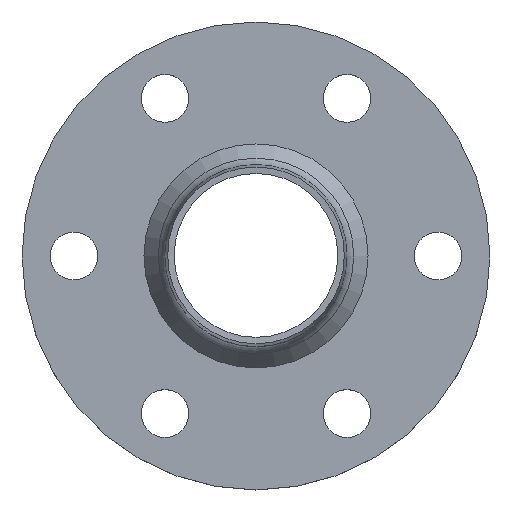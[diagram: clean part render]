
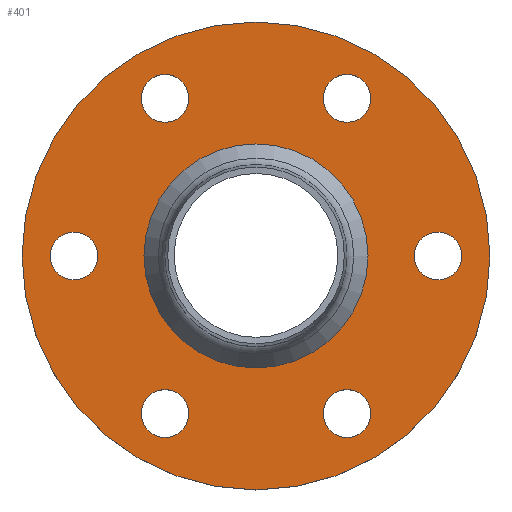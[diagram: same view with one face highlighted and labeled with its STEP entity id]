
A CAD part, top view. The second image highlights one B-rep face of the part: STEP entity #401.
In plain terms, the highlighted planar face has unit normal (0, 0, 1).
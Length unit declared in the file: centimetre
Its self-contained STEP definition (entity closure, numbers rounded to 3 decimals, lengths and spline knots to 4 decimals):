
#39=FACE_BOUND('',#87,.T.);
#40=FACE_BOUND('',#88,.T.);
#41=FACE_BOUND('',#89,.T.);
#42=FACE_BOUND('',#90,.T.);
#43=FACE_BOUND('',#91,.T.);
#44=FACE_BOUND('',#92,.T.);
#45=FACE_BOUND('',#93,.T.);
#47=PLANE('',#442);
#57=FACE_OUTER_BOUND('',#86,.T.);
#86=EDGE_LOOP('',(#310));
#87=EDGE_LOOP('',(#311));
#88=EDGE_LOOP('',(#312));
#89=EDGE_LOOP('',(#313));
#90=EDGE_LOOP('',(#314));
#91=EDGE_LOOP('',(#315));
#92=EDGE_LOOP('',(#316));
#93=EDGE_LOOP('',(#317));
#138=CIRCLE('',#418,5.5);
#140=CIRCLE('',#421,5.5);
#142=CIRCLE('',#424,5.5);
#144=CIRCLE('',#427,5.5);
#146=CIRCLE('',#430,5.5);
#148=CIRCLE('',#433,5.5);
#150=CIRCLE('',#436,24.65);
#153=CIRCLE('',#441,54.);
#178=VERTEX_POINT('',#629);
#180=VERTEX_POINT('',#635);
#182=VERTEX_POINT('',#641);
#184=VERTEX_POINT('',#647);
#186=VERTEX_POINT('',#653);
#188=VERTEX_POINT('',#659);
#190=VERTEX_POINT('',#665);
#193=VERTEX_POINT('',#674);
#214=EDGE_CURVE('',#178,#178,#138,.T.);
#217=EDGE_CURVE('',#180,#180,#140,.T.);
#220=EDGE_CURVE('',#182,#182,#142,.T.);
#223=EDGE_CURVE('',#184,#184,#144,.T.);
#226=EDGE_CURVE('',#186,#186,#146,.T.);
#229=EDGE_CURVE('',#188,#188,#148,.T.);
#232=EDGE_CURVE('',#190,#190,#150,.T.);
#236=EDGE_CURVE('',#193,#193,#153,.T.);
#310=ORIENTED_EDGE('',*,*,#236,.T.);
#311=ORIENTED_EDGE('',*,*,#214,.T.);
#312=ORIENTED_EDGE('',*,*,#217,.T.);
#313=ORIENTED_EDGE('',*,*,#220,.T.);
#314=ORIENTED_EDGE('',*,*,#223,.T.);
#315=ORIENTED_EDGE('',*,*,#226,.T.);
#316=ORIENTED_EDGE('',*,*,#229,.T.);
#317=ORIENTED_EDGE('',*,*,#232,.F.);
#401=ADVANCED_FACE('',(#57,#39,#40,#41,#42,#43,#44,#45),#47,.T.);
#418=AXIS2_PLACEMENT_3D('',#630,#485,#486);
#421=AXIS2_PLACEMENT_3D('',#636,#492,#493);
#424=AXIS2_PLACEMENT_3D('',#642,#499,#500);
#427=AXIS2_PLACEMENT_3D('',#648,#506,#507);
#430=AXIS2_PLACEMENT_3D('',#654,#513,#514);
#433=AXIS2_PLACEMENT_3D('',#660,#520,#521);
#436=AXIS2_PLACEMENT_3D('',#666,#527,#528);
#441=AXIS2_PLACEMENT_3D('',#675,#538,#539);
#442=AXIS2_PLACEMENT_3D('',#677,#541,#542);
#485=DIRECTION('center_axis',(0.,0.,-1.));
#486=DIRECTION('ref_axis',(0.5,0.866,0.));
#492=DIRECTION('center_axis',(0.,0.,-1.));
#493=DIRECTION('ref_axis',(0.5,-0.866,0.));
#499=DIRECTION('center_axis',(0.,0.,-1.));
#500=DIRECTION('ref_axis',(-1.,0.,0.));
#506=DIRECTION('center_axis',(0.,0.,-1.));
#507=DIRECTION('ref_axis',(-0.5,-0.866,0.));
#513=DIRECTION('center_axis',(0.,0.,-1.));
#514=DIRECTION('ref_axis',(1.,0.,0.));
#520=DIRECTION('center_axis',(0.,0.,-1.));
#521=DIRECTION('ref_axis',(-0.5,0.866,0.));
#527=DIRECTION('center_axis',(0.,0.,1.));
#528=DIRECTION('ref_axis',(1.,0.,0.));
#538=DIRECTION('center_axis',(0.,0.,1.));
#539=DIRECTION('ref_axis',(1.,0.,0.));
#541=DIRECTION('center_axis',(0.,0.,1.));
#542=DIRECTION('ref_axis',(0.,-1.,0.));
#629=CARTESIAN_POINT('',(385.5615,174.004,-31.5));
#630=CARTESIAN_POINT('Origin',(388.3115,178.7671,-31.5));
#635=CARTESIAN_POINT('',(385.5615,256.2764,-31.5));
#636=CARTESIAN_POINT('Origin',(388.3115,251.5133,-31.5));
#641=CARTESIAN_POINT('',(456.8115,215.1402,-31.5));
#642=CARTESIAN_POINT('Origin',(451.3115,215.1402,-31.5));
#647=CARTESIAN_POINT('',(433.0615,256.2764,-31.5));
#648=CARTESIAN_POINT('Origin',(430.3115,251.5133,-31.5));
#653=CARTESIAN_POINT('',(361.8115,215.1402,-31.5));
#654=CARTESIAN_POINT('Origin',(367.3115,215.1402,-31.5));
#659=CARTESIAN_POINT('',(433.0615,174.004,-31.5));
#660=CARTESIAN_POINT('Origin',(430.3115,178.7671,-31.5));
#665=CARTESIAN_POINT('',(384.6615,215.1402,-31.5));
#666=CARTESIAN_POINT('Origin',(409.3115,215.1402,-31.5));
#674=CARTESIAN_POINT('',(355.3115,215.1402,-31.5));
#675=CARTESIAN_POINT('Origin',(409.3115,215.1402,-31.5));
#677=CARTESIAN_POINT('Origin',(448.6365,215.1402,-31.5));
